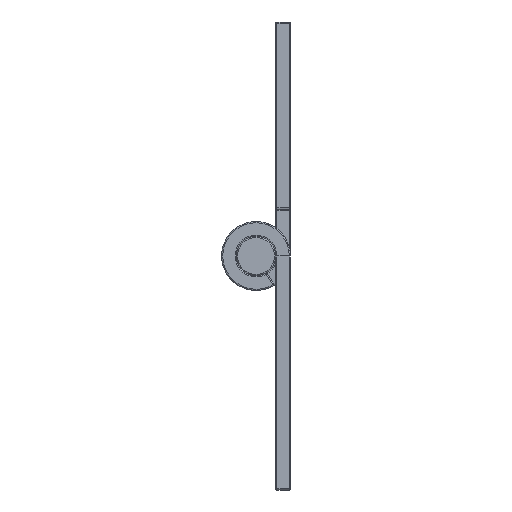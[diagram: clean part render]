
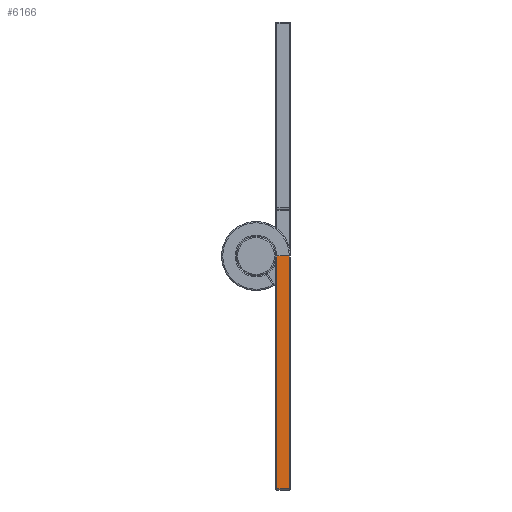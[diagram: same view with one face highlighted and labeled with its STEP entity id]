
A CAD part, left-side view. The second image highlights one B-rep face of the part: STEP entity #6166.
In plain terms, the highlighted planar face has unit normal (-1, 0, 0).
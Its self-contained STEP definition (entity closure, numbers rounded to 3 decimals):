
#4112 = EDGE_CURVE ( 'NONE', #5894, #5802, #12202, .T. ) ;
#5802 = VERTEX_POINT ( 'NONE', #14874 ) ;
#5894 = VERTEX_POINT ( 'NONE', #15332 ) ;
#6149 = EDGE_CURVE ( 'NONE', #6155, #5894, #15818, .T. ) ;
#6155 = VERTEX_POINT ( 'NONE', #15861 ) ;
#6156 = EDGE_CURVE ( 'NONE', #6161, #6155, #15807, .T. ) ;
#6157 = ORIENTED_EDGE ( 'NONE', *, *, #6156, .T. ) ;
#6160 = ORIENTED_EDGE ( 'NONE', *, *, #6162, .T. ) ;
#6161 = VERTEX_POINT ( 'NONE', #15852 ) ;
#6162 = EDGE_CURVE ( 'NONE', #5802, #6161, #15843, .T. ) ;
#6165 = ORIENTED_EDGE ( 'NONE', *, *, #4112, .T. ) ;
#6166 = ADVANCED_FACE ( 'NONE', ( #15851 ), #15844, .F. ) ;
#6169 = EDGE_LOOP ( 'NONE', ( #6165, #6160, #6157, #6174 ) ) ;
#6174 = ORIENTED_EDGE ( 'NONE', *, *, #6149, .T. ) ;
#12202 = LINE ( 'NONE', #12258, #12262 ) ;
#12257 = DIRECTION ( 'NONE',  ( 0., 1., 0. ) ) ;
#12258 = CARTESIAN_POINT ( 'NONE',  ( 0., -2.8, 0. ) ) ;
#12262 = VECTOR ( 'NONE', #12257, 1000. ) ;
#14874 = CARTESIAN_POINT ( 'NONE',  ( 0., -1.7, 0. ) ) ;
#15332 = CARTESIAN_POINT ( 'NONE',  ( 0., -2.7, 0. ) ) ;
#15805 = DIRECTION ( 'NONE',  ( 0., 0., 1. ) ) ;
#15806 = CARTESIAN_POINT ( 'NONE',  ( 0., -2.8, -18.9 ) ) ;
#15807 = LINE ( 'NONE', #15806, #15853 ) ;
#15808 = VECTOR ( 'NONE', #15805, 1000. ) ;
#15809 = CARTESIAN_POINT ( 'NONE',  ( 0., -2.7, 0. ) ) ;
#15818 = LINE ( 'NONE', #15809, #15808 ) ;
#15840 = DIRECTION ( 'NONE',  ( 0., 0., -1. ) ) ;
#15841 = VECTOR ( 'NONE', #15840, 1000. ) ;
#15842 = CARTESIAN_POINT ( 'NONE',  ( 0., -1.7, -19. ) ) ;
#15843 = LINE ( 'NONE', #15842, #15841 ) ;
#15844 = PLANE ( 'NONE',  #15857 ) ;
#15847 = DIRECTION ( 'NONE',  ( 0., -1., 0. ) ) ;
#15851 = FACE_OUTER_BOUND ( 'NONE', #6169, .T. ) ;
#15852 = CARTESIAN_POINT ( 'NONE',  ( 0., -1.7, -18.9 ) ) ;
#15853 = VECTOR ( 'NONE', #15847, 1000. ) ;
#15857 = AXIS2_PLACEMENT_3D ( 'NONE', #15891, #15890, #15889 ) ;
#15861 = CARTESIAN_POINT ( 'NONE',  ( 0., -2.7, -18.9 ) ) ;
#15889 = DIRECTION ( 'NONE',  ( 0., 0., -1. ) ) ;
#15890 = DIRECTION ( 'NONE',  ( 1., 0., 0. ) ) ;
#15891 = CARTESIAN_POINT ( 'NONE',  ( 0., 0., 0. ) ) ;
